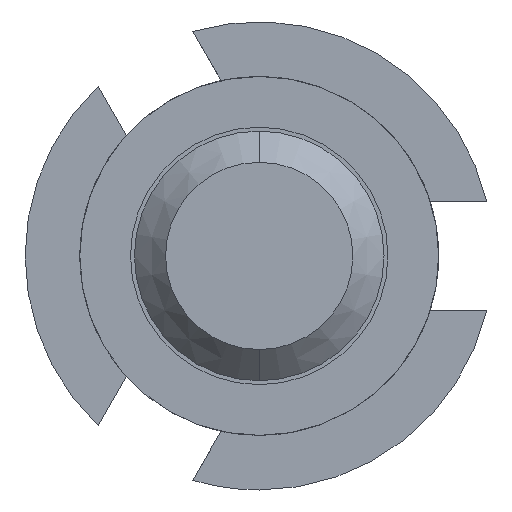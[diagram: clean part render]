
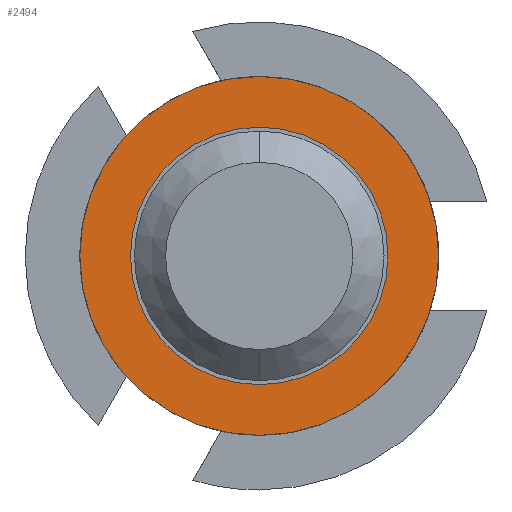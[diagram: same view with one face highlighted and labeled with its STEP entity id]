
A CAD part, front view. The second image highlights one B-rep face of the part: STEP entity #2494.
In plain terms, the highlighted planar face has unit normal (0, -1, 0).
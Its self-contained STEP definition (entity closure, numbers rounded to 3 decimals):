
#234 = CARTESIAN_POINT ( 'NONE',  ( 0., -1.5, 0.825 ) ) ;
#503 = FACE_OUTER_BOUND ( 'NONE', #2259, .T. ) ;
#573 = CARTESIAN_POINT ( 'NONE',  ( 0., -1.5, 0. ) ) ;
#822 = EDGE_CURVE ( 'Defeature ausgef�hrt1_8+Defeature ausgef�hrt1_14+Defeature ausgef�hrt1_14+Defeature ausgef�hrt1_14', #4404, #1373, #2755, .T. ) ;
#1050 = CARTESIAN_POINT ( 'NONE',  ( 0., -1.5, 0. ) ) ;
#1074 = AXIS2_PLACEMENT_3D ( 'NONE', #4274, #1143, #1577 ) ;
#1143 = DIRECTION ( 'NONE',  ( 0., 1., 0. ) ) ;
#1188 = CARTESIAN_POINT ( 'NONE',  ( 0.825, -1.5, 0. ) ) ;
#1261 = FACE_BOUND ( 'NONE', #1496, .T. ) ;
#1373 = VERTEX_POINT ( 'NONE', #3734 ) ;
#1386 = ORIENTED_EDGE ( 'NONE', *, *, #3831, .T. ) ;
#1417 = DIRECTION ( 'NONE',  ( 0., 1., 0. ) ) ;
#1496 = EDGE_LOOP ( 'NONE', ( #2393, #1386 ) ) ;
#1577 = DIRECTION ( 'NONE',  ( 0., 0., 1. ) ) ;
#1744 = CARTESIAN_POINT ( 'NONE',  ( 0., -1.5, 0. ) ) ;
#1746 = AXIS2_PLACEMENT_3D ( 'NONE', #573, #1972, #4458 ) ;
#1816 = AXIS2_PLACEMENT_3D ( 'NONE', #1744, #1417, #3148 ) ;
#1825 = CARTESIAN_POINT ( 'NONE',  ( 0., -1.5, 1.15 ) ) ;
#1972 = DIRECTION ( 'NONE',  ( 0., 1., 0. ) ) ;
#2101 = DIRECTION ( 'NONE',  ( 0., 0., 1. ) ) ;
#2109 = CIRCLE ( 'NONE', #1746, 0.825 ) ;
#2131 = VERTEX_POINT ( 'NONE', #234 ) ;
#2244 = VERTEX_POINT ( 'NONE', #3761 ) ;
#2254 = AXIS2_PLACEMENT_3D ( 'NONE', #1188, #4028, #2286 ) ;
#2259 = EDGE_LOOP ( 'NONE', ( #3730, #2342 ) ) ;
#2286 = DIRECTION ( 'NONE',  ( 0., 0., 1. ) ) ;
#2342 = ORIENTED_EDGE ( 'NONE', *, *, #2354, .F. ) ;
#2354 = EDGE_CURVE ( 'Defeature ausgef�hrt1_8+Defeature ausgef�hrt1_14+Defeature ausgef�hrt1_14+Defeature ausgef�hrt1_14', #1373, #4404, #3648, .T. ) ;
#2393 = ORIENTED_EDGE ( 'NONE', *, *, #2514, .T. ) ;
#2439 = AXIS2_PLACEMENT_3D ( 'NONE', #1050, #4137, #2101 ) ;
#2494 = ADVANCED_FACE ( 'Defeature ausgef�hrt1_14', ( #503, #1261 ), #4253, .F. ) ;
#2514 = EDGE_CURVE ( 'Defeature ausgef�hrt1_14+Defeature ausgef�hrt1_13+Defeature ausgef�hrt1_13+Defeature ausgef�hrt1_13', #2131, #2244, #2109, .T. ) ;
#2755 = CIRCLE ( 'NONE', #1074, 1.15 ) ;
#3148 = DIRECTION ( 'NONE',  ( 0., 0., 1. ) ) ;
#3648 = CIRCLE ( 'NONE', #1816, 1.15 ) ;
#3730 = ORIENTED_EDGE ( 'NONE', *, *, #822, .F. ) ;
#3734 = CARTESIAN_POINT ( 'NONE',  ( 0., -1.5, -1.15 ) ) ;
#3761 = CARTESIAN_POINT ( 'NONE',  ( 0., -1.5, -0.825 ) ) ;
#3831 = EDGE_CURVE ( 'Defeature ausgef�hrt1_14+Defeature ausgef�hrt1_13+Defeature ausgef�hrt1_13+Defeature ausgef�hrt1_13', #2244, #2131, #4413, .T. ) ;
#4028 = DIRECTION ( 'NONE',  ( 0., 1., 0. ) ) ;
#4137 = DIRECTION ( 'NONE',  ( 0., 1., 0. ) ) ;
#4253 = PLANE ( 'NONE',  #2254 ) ;
#4274 = CARTESIAN_POINT ( 'NONE',  ( 0., -1.5, 0. ) ) ;
#4404 = VERTEX_POINT ( 'NONE', #1825 ) ;
#4413 = CIRCLE ( 'NONE', #2439, 0.825 ) ;
#4458 = DIRECTION ( 'NONE',  ( 0., 0., 1. ) ) ;
